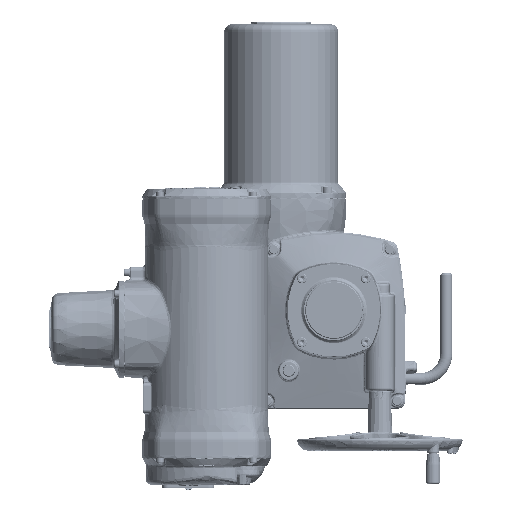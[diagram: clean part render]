
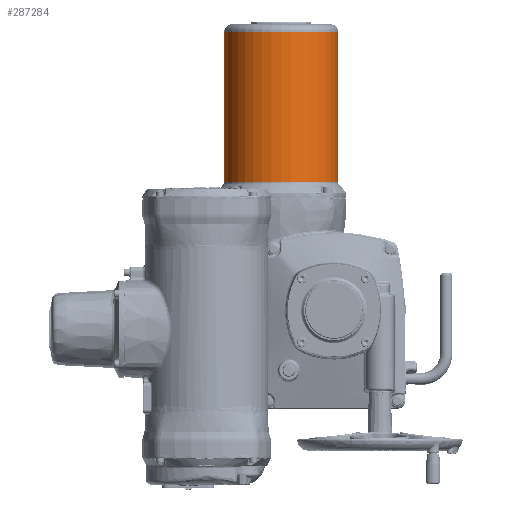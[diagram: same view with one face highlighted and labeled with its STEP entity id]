
A CAD part, top view. The second image highlights one B-rep face of the part: STEP entity #287284.
In plain terms, the highlighted cylindrical face has radius 75.5 mm (diameter 151 mm), a full revolution.
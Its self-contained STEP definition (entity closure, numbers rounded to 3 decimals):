
#29630=CYLINDRICAL_SURFACE('',#300923,75.5);
#33840=CIRCLE('',#300920,75.5);
#33841=CIRCLE('',#300922,75.5);
#50677=ORIENTED_EDGE('',*,*,#105261,.T.);
#50678=ORIENTED_EDGE('',*,*,#105262,.T.);
#50679=ORIENTED_EDGE('',*,*,#105260,.T.);
#105260=EDGE_CURVE('',#133370,#133370,#33840,.T.);
#105261=EDGE_CURVE('',#133371,#133371,#33841,.T.);
#105262=EDGE_CURVE('',#133372,#133372,#151124,.T.);
#133370=VERTEX_POINT('',#423124);
#133371=VERTEX_POINT('',#423127);
#133372=VERTEX_POINT('',#423165);
#151124=B_SPLINE_CURVE_WITH_KNOTS('',3,(#423129,#423130,#423131,#423132,
#423133,#423134,#423135,#423136,#423137,#423138,#423139,#423140,#423141,
#423142,#423143,#423144,#423145,#423146,#423147,#423148,#423149,#423150,
#423151,#423152,#423153,#423154,#423155,#423156,#423157,#423158,#423159,
#423160,#423161,#423162,#423163,#423164),.UNSPECIFIED.,.T.,.F.,(1,1,1,1,
1,1,1,1,1,1,1,1,1,1,1,1,1,1,1,1,1,1,1,1,1,1,1,1,1,1,1,1,1,1,1,1,1,1,1,1),
(-0.095,-0.064,-0.033,0.,0.03,
0.061,0.092,0.123,0.155,0.186,
0.217,0.248,0.28,0.311,
0.342,0.373,0.405,0.436,
0.467,0.498,0.53,0.561,
0.592,0.623,0.655,0.686,
0.717,0.748,0.78,0.796,
0.812,0.842,0.873,0.905,
0.936,0.967,1.,1.03,1.061,1.092),
 .UNSPECIFIED.);
#163254=EDGE_LOOP('',(#50677));
#163255=EDGE_LOOP('',(#50678));
#163256=EDGE_LOOP('',(#50679));
#177528=FACE_BOUND('',#163254,.T.);
#177529=FACE_BOUND('',#163255,.T.);
#177530=FACE_BOUND('',#163256,.T.);
#287284=ADVANCED_FACE('',(#177528,#177529,#177530),#29630,.T.);
#300920=AXIS2_PLACEMENT_3D('',#423123,#322601,#322602);
#300922=AXIS2_PLACEMENT_3D('',#423126,#322605,#322606);
#300923=AXIS2_PLACEMENT_3D('',#423128,#322607,#322608);
#322601=DIRECTION('',(0.,-1.,0.));
#322602=DIRECTION('',(1.,0.,0.));
#322605=DIRECTION('',(0.,1.,0.));
#322606=DIRECTION('',(-1.,0.,0.));
#322607=DIRECTION('',(0.,1.,0.));
#322608=DIRECTION('',(-1.,0.,0.));
#423123=CARTESIAN_POINT('',(-70.,370.,77.));
#423124=CARTESIAN_POINT('',(5.5,370.,77.));
#423126=CARTESIAN_POINT('',(-70.,170.646,77.));
#423127=CARTESIAN_POINT('',(-145.5,170.646,77.));
#423128=CARTESIAN_POINT('',(-70.,102.5,77.));
#423129=CARTESIAN_POINT('',(-53.994,256.518,3.214));
#423130=CARTESIAN_POINT('',(-53.305,259.874,3.369));
#423131=CARTESIAN_POINT('',(-53.238,263.296,3.384));
#423132=CARTESIAN_POINT('',(-53.752,266.594,3.268));
#423133=CARTESIAN_POINT('',(-54.88,269.799,3.025));
#423134=CARTESIAN_POINT('',(-56.574,272.753,2.695));
#423135=CARTESIAN_POINT('',(-58.775,275.301,2.325));
#423136=CARTESIAN_POINT('',(-61.47,277.397,1.965));
#423137=CARTESIAN_POINT('',(-64.497,278.884,1.678));
#423138=CARTESIAN_POINT('',(-67.817,279.719,1.506));
#423139=CARTESIAN_POINT('',(-71.213,279.821,1.484));
#423140=CARTESIAN_POINT('',(-74.564,279.2,1.614));
#423141=CARTESIAN_POINT('',(-77.711,277.877,1.875));
#423142=CARTESIAN_POINT('',(-80.491,275.961,2.217));
#423143=CARTESIAN_POINT('',(-82.853,273.517,2.592));
#423144=CARTESIAN_POINT('',(-84.698,270.675,2.939));
#423145=CARTESIAN_POINT('',(-85.985,267.526,3.209));
#423146=CARTESIAN_POINT('',(-86.688,264.179,3.367));
#423147=CARTESIAN_POINT('',(-86.773,260.778,3.387));
#423148=CARTESIAN_POINT('',(-86.249,257.412,3.268));
#423149=CARTESIAN_POINT('',(-85.127,254.208,3.026));
#423150=CARTESIAN_POINT('',(-83.438,251.262,2.697));
#423151=CARTESIAN_POINT('',(-81.225,248.701,2.325));
#423152=CARTESIAN_POINT('',(-78.55,246.614,1.967));
#423153=CARTESIAN_POINT('',(-75.497,245.113,1.678));
#423154=CARTESIAN_POINT('',(-72.19,244.283,1.507));
#423155=CARTESIAN_POINT('',(-69.333,244.192,1.488));
#423156=CARTESIAN_POINT('',(-67.054,244.499,1.551));
#423157=CARTESIAN_POINT('',(-64.849,245.045,1.663));
#423158=CARTESIAN_POINT('',(-62.283,246.129,1.876));
#423159=CARTESIAN_POINT('',(-59.502,248.044,2.218));
#423160=CARTESIAN_POINT('',(-57.153,250.476,2.591));
#423161=CARTESIAN_POINT('',(-55.306,253.318,2.938));
#423162=CARTESIAN_POINT('',(-53.994,256.518,3.214));
#423163=CARTESIAN_POINT('',(-53.305,259.874,3.369));
#423164=CARTESIAN_POINT('',(-53.238,263.296,3.384));
#423165=CARTESIAN_POINT('',(-53.396,260.002,3.348));
